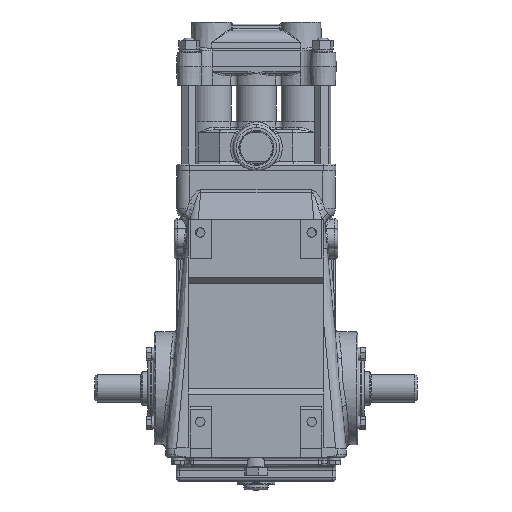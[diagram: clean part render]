
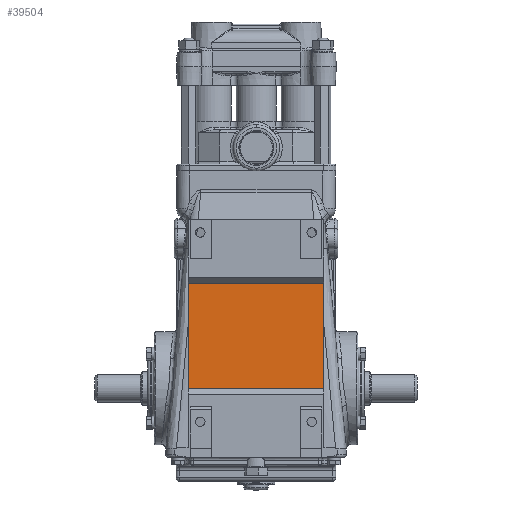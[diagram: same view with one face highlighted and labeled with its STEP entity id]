
A CAD part, front view. The second image highlights one B-rep face of the part: STEP entity #39504.
In plain terms, the highlighted planar face has unit normal (0, -1, 0).
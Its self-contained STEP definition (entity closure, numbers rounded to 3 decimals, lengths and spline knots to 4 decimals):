
#1170 = LINE ( 'NONE', #31845, #1511 ) ;
#1511 = VECTOR ( 'NONE', #12462, 39.3701 ) ;
#3648 = VECTOR ( 'NONE', #18645, 39.3701 ) ;
#4276 = VERTEX_POINT ( 'NONE', #7500 ) ;
#6541 = EDGE_CURVE ( 'NONE', #18959, #22400, #1170, .T. ) ;
#7500 = CARTESIAN_POINT ( 'NONE',  ( -2.4, -2.3062, 2.142 ) ) ;
#7537 = DIRECTION ( 'NONE',  ( 0., 1., 0. ) ) ;
#9529 = AXIS2_PLACEMENT_3D ( 'NONE', #19329, #7537, #26219 ) ;
#10529 = LINE ( 'NONE', #36569, #3648 ) ;
#11413 = LINE ( 'NONE', #37442, #17228 ) ;
#12462 = DIRECTION ( 'NONE',  ( 0., 0., -1. ) ) ;
#12910 = EDGE_CURVE ( 'NONE', #18959, #16615, #11413, .T. ) ;
#15049 = EDGE_CURVE ( 'NONE', #22400, #4276, #10529, .T. ) ;
#15507 = ORIENTED_EDGE ( 'NONE', *, *, #12910, .T. ) ;
#16568 = LINE ( 'NONE', #28334, #45001 ) ;
#16615 = VERTEX_POINT ( 'NONE', #28108 ) ;
#17228 = VECTOR ( 'NONE', #48528, 39.3701 ) ;
#18645 = DIRECTION ( 'NONE',  ( -1., 0., 0. ) ) ;
#18959 = VERTEX_POINT ( 'NONE', #19002 ) ;
#19002 = CARTESIAN_POINT ( 'NONE',  ( 2.4, -2.3062, 5.864 ) ) ;
#19329 = CARTESIAN_POINT ( 'NONE',  ( 2.4, -2.3062, 2.142 ) ) ;
#22400 = VERTEX_POINT ( 'NONE', #26287 ) ;
#22711 = ORIENTED_EDGE ( 'NONE', *, *, #26892, .T. ) ;
#26219 = DIRECTION ( 'NONE',  ( 0., 0., 1. ) ) ;
#26287 = CARTESIAN_POINT ( 'NONE',  ( 2.4, -2.3062, 2.142 ) ) ;
#26892 = EDGE_CURVE ( 'NONE', #16615, #4276, #16568, .T. ) ;
#27707 = EDGE_LOOP ( 'NONE', ( #22711, #38933, #46581, #15507 ) ) ;
#28108 = CARTESIAN_POINT ( 'NONE',  ( -2.4, -2.3062, 5.864 ) ) ;
#28334 = CARTESIAN_POINT ( 'NONE',  ( -2.4, -2.3062, 2.142 ) ) ;
#31845 = CARTESIAN_POINT ( 'NONE',  ( 2.4, -2.3062, 2.142 ) ) ;
#36569 = CARTESIAN_POINT ( 'NONE',  ( 2.4, -2.3062, 2.142 ) ) ;
#37248 = PLANE ( 'NONE',  #9529 ) ;
#37442 = CARTESIAN_POINT ( 'NONE',  ( 2.4, -2.3062, 5.864 ) ) ;
#38933 = ORIENTED_EDGE ( 'NONE', *, *, #15049, .F. ) ;
#39504 = ADVANCED_FACE ( 'NONE', ( #40928 ), #37248, .F. ) ;
#40928 = FACE_OUTER_BOUND ( 'NONE', #27707, .T. ) ;
#45001 = VECTOR ( 'NONE', #46524, 39.3701 ) ;
#46524 = DIRECTION ( 'NONE',  ( 0., 0., -1. ) ) ;
#46581 = ORIENTED_EDGE ( 'NONE', *, *, #6541, .F. ) ;
#48528 = DIRECTION ( 'NONE',  ( -1., 0., 0. ) ) ;
